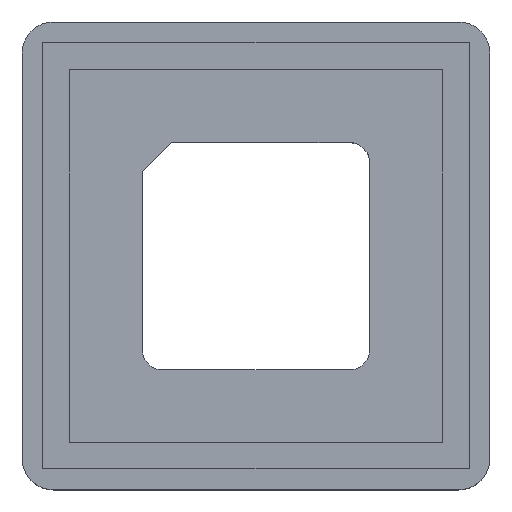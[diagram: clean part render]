
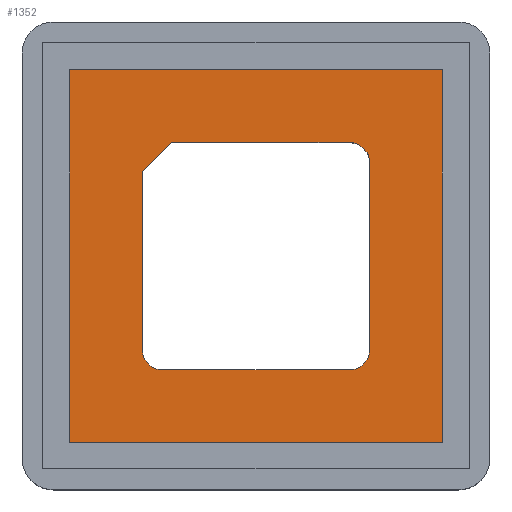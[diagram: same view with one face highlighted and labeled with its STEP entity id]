
A CAD part, top view. The second image highlights one B-rep face of the part: STEP entity #1352.
In plain terms, the highlighted planar face has unit normal (0, 0, 1).
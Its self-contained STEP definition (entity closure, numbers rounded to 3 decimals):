
#47=FACE_BOUND('',#242,.T.);
#83=PLANE('',#1502);
#155=FACE_OUTER_BOUND('',#241,.T.);
#241=EDGE_LOOP('',(#1199,#1200,#1201,#1202));
#242=EDGE_LOOP('',(#1203,#1204,#1205,#1206,#1207,#1208,#1209,#1210));
#341=LINE('',#2408,#461);
#356=LINE('',#2438,#476);
#359=LINE('',#2443,#479);
#361=LINE('',#2447,#481);
#362=LINE('',#2449,#482);
#363=LINE('',#2453,#483);
#364=LINE('',#2456,#484);
#365=LINE('',#2458,#485);
#366=LINE('',#2462,#486);
#461=VECTOR('',#1828,10.);
#476=VECTOR('',#1853,10.);
#479=VECTOR('',#1858,10.);
#481=VECTOR('',#1862,10.);
#482=VECTOR('',#1865,10.);
#483=VECTOR('',#1868,10.);
#484=VECTOR('',#1871,10.);
#485=VECTOR('',#1872,10.);
#486=VECTOR('',#1875,10.);
#555=CIRCLE('',#1503,0.5);
#556=CIRCLE('',#1504,0.5);
#557=CIRCLE('',#1505,0.5);
#661=VERTEX_POINT('',#2405);
#662=VERTEX_POINT('',#2407);
#671=VERTEX_POINT('',#2435);
#672=VERTEX_POINT('',#2437);
#673=VERTEX_POINT('',#2441);
#674=VERTEX_POINT('',#2445);
#675=VERTEX_POINT('',#2451);
#676=VERTEX_POINT('',#2452);
#677=VERTEX_POINT('',#2454);
#678=VERTEX_POINT('',#2457);
#679=VERTEX_POINT('',#2459);
#680=VERTEX_POINT('',#2461);
#839=EDGE_CURVE('',#662,#661,#341,.T.);
#854=EDGE_CURVE('',#671,#672,#356,.T.);
#857=EDGE_CURVE('',#673,#671,#359,.T.);
#859=EDGE_CURVE('',#674,#673,#361,.T.);
#860=EDGE_CURVE('',#672,#674,#362,.T.);
#861=EDGE_CURVE('',#675,#676,#363,.T.);
#862=EDGE_CURVE('',#676,#677,#555,.T.);
#863=EDGE_CURVE('',#677,#662,#364,.T.);
#864=EDGE_CURVE('',#661,#678,#365,.T.);
#865=EDGE_CURVE('',#678,#679,#556,.T.);
#866=EDGE_CURVE('',#679,#680,#366,.T.);
#867=EDGE_CURVE('',#680,#675,#557,.T.);
#1199=ORIENTED_EDGE('',*,*,#857,.F.);
#1200=ORIENTED_EDGE('',*,*,#859,.F.);
#1201=ORIENTED_EDGE('',*,*,#860,.F.);
#1202=ORIENTED_EDGE('',*,*,#854,.F.);
#1203=ORIENTED_EDGE('',*,*,#861,.T.);
#1204=ORIENTED_EDGE('',*,*,#862,.T.);
#1205=ORIENTED_EDGE('',*,*,#863,.T.);
#1206=ORIENTED_EDGE('',*,*,#839,.T.);
#1207=ORIENTED_EDGE('',*,*,#864,.T.);
#1208=ORIENTED_EDGE('',*,*,#865,.T.);
#1209=ORIENTED_EDGE('',*,*,#866,.T.);
#1210=ORIENTED_EDGE('',*,*,#867,.T.);
#1352=ADVANCED_FACE('',(#155,#47),#83,.F.);
#1502=AXIS2_PLACEMENT_3D('',#2450,#1866,#1867);
#1503=AXIS2_PLACEMENT_3D('',#2455,#1869,#1870);
#1504=AXIS2_PLACEMENT_3D('',#2460,#1873,#1874);
#1505=AXIS2_PLACEMENT_3D('',#2463,#1876,#1877);
#1828=DIRECTION('',(0.707,0.707,0.));
#1853=DIRECTION('',(0.,-1.,0.));
#1858=DIRECTION('',(1.,0.,0.));
#1862=DIRECTION('',(0.,1.,0.));
#1865=DIRECTION('',(-1.,0.,0.));
#1866=DIRECTION('center_axis',(0.,0.,-1.));
#1867=DIRECTION('ref_axis',(-1.,0.,0.));
#1868=DIRECTION('',(-1.,0.,0.));
#1869=DIRECTION('center_axis',(0.,0.,-1.));
#1870=DIRECTION('ref_axis',(0.,-1.,0.));
#1871=DIRECTION('',(0.,1.,0.));
#1872=DIRECTION('',(1.,0.,0.));
#1873=DIRECTION('center_axis',(0.,0.,-1.));
#1874=DIRECTION('ref_axis',(0.,1.,0.));
#1875=DIRECTION('',(0.,-1.,0.));
#1876=DIRECTION('center_axis',(0.,0.,-1.));
#1877=DIRECTION('ref_axis',(1.,0.,0.));
#2405=CARTESIAN_POINT('',(-2.043,2.75,6.));
#2407=CARTESIAN_POINT('',(-2.75,2.043,6.));
#2408=CARTESIAN_POINT('',(-2.22,2.573,6.));
#2435=CARTESIAN_POINT('',(4.5,4.5,6.));
#2437=CARTESIAN_POINT('',(4.5,-4.5,6.));
#2438=CARTESIAN_POINT('',(4.5,-4.5,6.));
#2441=CARTESIAN_POINT('',(-4.5,4.5,6.));
#2443=CARTESIAN_POINT('',(4.5,4.5,6.));
#2445=CARTESIAN_POINT('',(-4.5,-4.5,6.));
#2447=CARTESIAN_POINT('',(-4.5,4.5,6.));
#2449=CARTESIAN_POINT('',(-4.5,-4.5,6.));
#2450=CARTESIAN_POINT('Origin',(0.,0.,6.));
#2451=CARTESIAN_POINT('',(2.25,-2.75,6.));
#2452=CARTESIAN_POINT('',(-2.25,-2.75,6.));
#2453=CARTESIAN_POINT('',(-1.125,-2.75,6.));
#2454=CARTESIAN_POINT('',(-2.75,-2.25,6.));
#2455=CARTESIAN_POINT('Origin',(-2.25,-2.25,6.));
#2456=CARTESIAN_POINT('',(-2.75,1.021,6.));
#2457=CARTESIAN_POINT('',(2.25,2.75,6.));
#2458=CARTESIAN_POINT('',(1.125,2.75,6.));
#2459=CARTESIAN_POINT('',(2.75,2.25,6.));
#2460=CARTESIAN_POINT('Origin',(2.25,2.25,6.));
#2461=CARTESIAN_POINT('',(2.75,-2.25,6.));
#2462=CARTESIAN_POINT('',(2.75,-1.125,6.));
#2463=CARTESIAN_POINT('Origin',(2.25,-2.25,6.));
